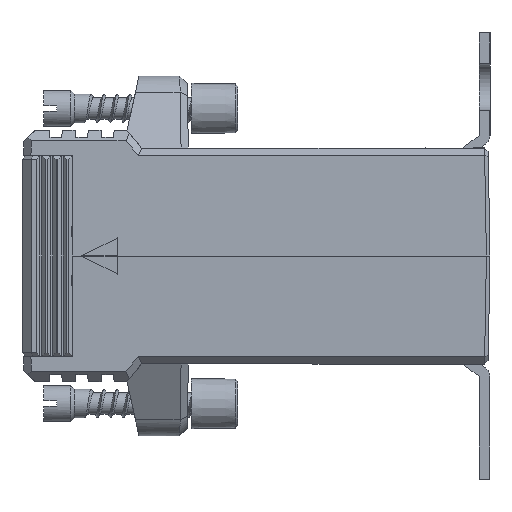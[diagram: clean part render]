
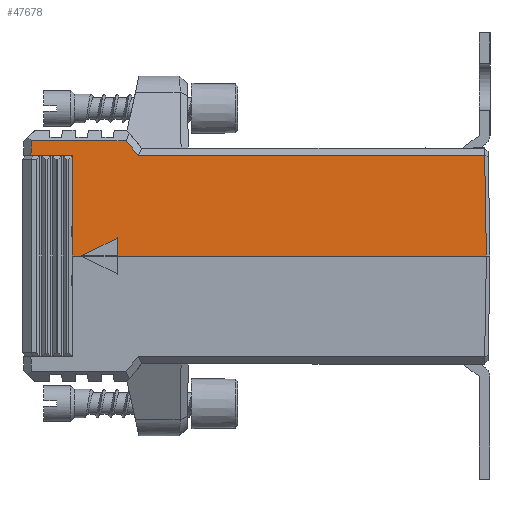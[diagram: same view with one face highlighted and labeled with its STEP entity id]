
A CAD part, left-side view. The second image highlights one B-rep face of the part: STEP entity #47678.
In plain terms, the highlighted planar face has unit normal (-1, 0, 0.018).
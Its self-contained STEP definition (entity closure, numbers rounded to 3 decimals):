
#7410 = CARTESIAN_POINT ( 'NONE',  ( -24.006, 21.866, 14. ) ) ;
#7415 = CARTESIAN_POINT ( 'NONE',  ( -24.25, 38., 0. ) ) ;
#7416 = CARTESIAN_POINT ( 'NONE',  ( -24.006, 31.256, 14. ) ) ;
#7417 = CARTESIAN_POINT ( 'NONE',  ( -24.25, 37., -0.017 ) ) ;
#7418 = LINE ( 'NONE', #7417, #7455 ) ;
#7424 = CARTESIAN_POINT ( 'NONE',  ( -24.206, 24.756, 2.5 ) ) ;
#7428 = PLANE ( 'NONE',  #7464 ) ;
#7453 = DIRECTION ( 'NONE',  ( -0.017, 0.017, -1. ) ) ;
#7455 = VECTOR ( 'NONE', #7453, 1000. ) ;
#7460 = DIRECTION ( 'NONE',  ( 0.017, 0., 1. ) ) ;
#7461 = DIRECTION ( 'NONE',  ( -1., 0., 0.017 ) ) ;
#7464 = AXIS2_PLACEMENT_3D ( 'NONE', #7415, #7461, #7460 ) ;
#7466 = DIRECTION ( 'NONE',  ( 0.017, 0.017, 1. ) ) ;
#7468 = VECTOR ( 'NONE', #7466, 1000. ) ;
#7469 = CARTESIAN_POINT ( 'NONE',  ( -24.248, 31.013, 0.122 ) ) ;
#7470 = LINE ( 'NONE', #7469, #7468 ) ;
#7471 = FACE_OUTER_BOUND ( 'NONE', #47744, .T. ) ;
#7538 = LINE ( 'NONE', #7590, #7589 ) ;
#7567 = DIRECTION ( 'NONE',  ( 0., -1., 0. ) ) ;
#7568 = VECTOR ( 'NONE', #7567, 1000. ) ;
#7569 = CARTESIAN_POINT ( 'NONE',  ( -23.971, 60., 16. ) ) ;
#7570 = CARTESIAN_POINT ( 'NONE',  ( -24.006, 36.755, 14. ) ) ;
#7571 = DIRECTION ( 'NONE',  ( 0.013, 0.643, 0.766 ) ) ;
#7572 = VECTOR ( 'NONE', #7571, 1000. ) ;
#7574 = CARTESIAN_POINT ( 'NONE',  ( -24.01, 21.637, 13.726 ) ) ;
#7575 = LINE ( 'NONE', #7569, #7568 ) ;
#7576 = CARTESIAN_POINT ( 'NONE',  ( -24.23, -26.48, 1.125 ) ) ;
#7577 = LINE ( 'NONE', #7576, #7633 ) ;
#7578 = CARTESIAN_POINT ( 'NONE',  ( -23.971, 36.72, 16. ) ) ;
#7580 = LINE ( 'NONE', #7574, #7572 ) ;
#7582 = DIRECTION ( 'NONE',  ( 0., 1., 0. ) ) ;
#7583 = CARTESIAN_POINT ( 'NONE',  ( -24.006, -26.256, 14. ) ) ;
#7589 = VECTOR ( 'NONE', #7582, 1000. ) ;
#7590 = CARTESIAN_POINT ( 'NONE',  ( -24.006, 21.4, 14. ) ) ;
#7591 = CARTESIAN_POINT ( 'NONE',  ( -23.971, 23.544, 16. ) ) ;
#7594 = DIRECTION ( 'NONE',  ( 0., -1., 0. ) ) ;
#7595 = VECTOR ( 'NONE', #7594, 1000. ) ;
#7596 = CARTESIAN_POINT ( 'NONE',  ( -24.006, 38., 14. ) ) ;
#7597 = LINE ( 'NONE', #7596, #7595 ) ;
#7620 = DIRECTION ( 'NONE',  ( 0.008, -0.894, 0.447 ) ) ;
#7622 = VECTOR ( 'NONE', #7620, 1000. ) ;
#7623 = CARTESIAN_POINT ( 'NONE',  ( -24.25, 29.756, 0. ) ) ;
#7626 = LINE ( 'NONE', #7623, #7622 ) ;
#7627 = DIRECTION ( 'NONE',  ( -0.017, 0., -1. ) ) ;
#7628 = VECTOR ( 'NONE', #7627, 1000. ) ;
#7629 = CARTESIAN_POINT ( 'NONE',  ( -24.206, 24.756, 2.5 ) ) ;
#7631 = LINE ( 'NONE', #7629, #7628 ) ;
#7632 = DIRECTION ( 'NONE',  ( 0.017, 0.017, 1. ) ) ;
#7633 = VECTOR ( 'NONE', #7632, 1000. ) ;
#35285 = CARTESIAN_POINT ( 'NONE',  ( -24.25, 38., 0. ) ) ;
#35286 = LINE ( 'NONE', #35285, #35325 ) ;
#35300 = DIRECTION ( 'NONE',  ( 0., -1., 0. ) ) ;
#35301 = VECTOR ( 'NONE', #35300, 1000. ) ;
#35305 = CARTESIAN_POINT ( 'NONE',  ( -24.25, 38., 0. ) ) ;
#35306 = LINE ( 'NONE', #35305, #35301 ) ;
#35308 = CARTESIAN_POINT ( 'NONE',  ( -24.25, 31.011, 0. ) ) ;
#35324 = DIRECTION ( 'NONE',  ( 0., -1., 0. ) ) ;
#35325 = VECTOR ( 'NONE', #35324, 1000. ) ;
#35339 = CARTESIAN_POINT ( 'NONE',  ( -24.25, 29.756, 0. ) ) ;
#35382 = CARTESIAN_POINT ( 'NONE',  ( -24.25, -26.5, 0. ) ) ;
#35383 = CARTESIAN_POINT ( 'NONE',  ( -24.25, 24.756, 0. ) ) ;
#47673 = ORIENTED_EDGE ( 'NONE', *, *, #55905, .T. ) ;
#47674 = VERTEX_POINT ( 'NONE', #7424 ) ;
#47675 = VERTEX_POINT ( 'NONE', #7410 ) ;
#47676 = ORIENTED_EDGE ( 'NONE', *, *, #47677, .F. ) ;
#47677 = EDGE_CURVE ( 'NONE', #55913, #47681, #7470, .T. ) ;
#47678 = ADVANCED_FACE ( 'NONE', ( #7471 ), #7428, .T. ) ;
#47679 = ORIENTED_EDGE ( 'NONE', *, *, #47759, .T. ) ;
#47680 = ORIENTED_EDGE ( 'NONE', *, *, #47760, .T. ) ;
#47681 = VERTEX_POINT ( 'NONE', #7416 ) ;
#47682 = ORIENTED_EDGE ( 'NONE', *, *, #47751, .T. ) ;
#47684 = EDGE_CURVE ( 'NONE', #47752, #47756, #7418, .T. ) ;
#47705 = ORIENTED_EDGE ( 'NONE', *, *, #47684, .T. ) ;
#47736 = EDGE_CURVE ( 'NONE', #47756, #47681, #7597, .T. ) ;
#47744 = EDGE_LOOP ( 'NONE', ( #47676, #47673, #47680, #47679, #47758, #47747, #47750, #47682, #47755, #47705, #47804 ) ) ;
#47745 = VERTEX_POINT ( 'NONE', #7591 ) ;
#47747 = ORIENTED_EDGE ( 'NONE', *, *, #47757, .T. ) ;
#47748 = EDGE_CURVE ( 'NONE', #47749, #47675, #7538, .T. ) ;
#47749 = VERTEX_POINT ( 'NONE', #7583 ) ;
#47750 = ORIENTED_EDGE ( 'NONE', *, *, #47748, .T. ) ;
#47751 = EDGE_CURVE ( 'NONE', #47675, #47745, #7580, .T. ) ;
#47752 = VERTEX_POINT ( 'NONE', #7578 ) ;
#47753 = EDGE_CURVE ( 'NONE', #47752, #47745, #7575, .T. ) ;
#47755 = ORIENTED_EDGE ( 'NONE', *, *, #47753, .F. ) ;
#47756 = VERTEX_POINT ( 'NONE', #7570 ) ;
#47757 = EDGE_CURVE ( 'NONE', #55931, #47749, #7577, .T. ) ;
#47758 = ORIENTED_EDGE ( 'NONE', *, *, #55892, .T. ) ;
#47759 = EDGE_CURVE ( 'NONE', #47674, #55930, #7631, .T. ) ;
#47760 = EDGE_CURVE ( 'NONE', #55918, #47674, #7626, .T. ) ;
#47804 = ORIENTED_EDGE ( 'NONE', *, *, #47736, .T. ) ;
#55892 = EDGE_CURVE ( 'NONE', #55930, #55931, #35286, .T. ) ;
#55905 = EDGE_CURVE ( 'NONE', #55913, #55918, #35306, .T. ) ;
#55913 = VERTEX_POINT ( 'NONE', #35308 ) ;
#55918 = VERTEX_POINT ( 'NONE', #35339 ) ;
#55930 = VERTEX_POINT ( 'NONE', #35383 ) ;
#55931 = VERTEX_POINT ( 'NONE', #35382 ) ;
